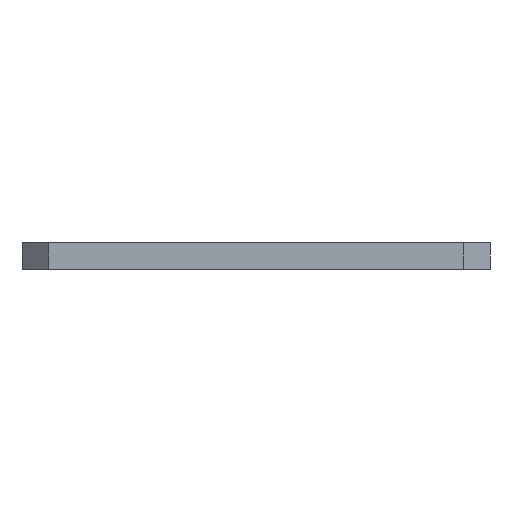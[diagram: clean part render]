
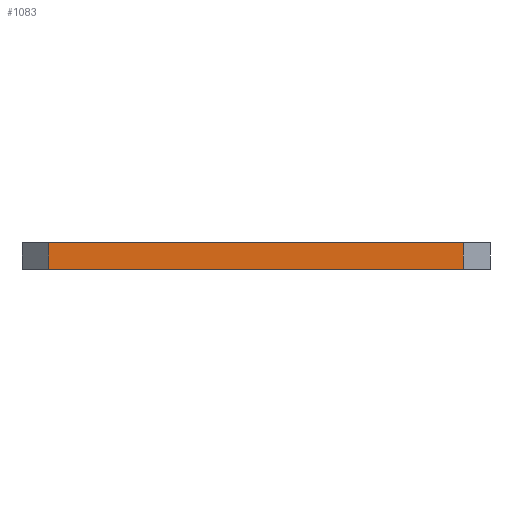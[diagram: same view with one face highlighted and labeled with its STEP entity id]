
A CAD part, front view. The second image highlights one B-rep face of the part: STEP entity #1083.
In plain terms, the highlighted planar face has unit normal (0, -1, 0).
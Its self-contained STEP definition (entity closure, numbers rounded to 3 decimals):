
#40 = DIRECTION ( 'NONE',  ( 0., 1., 0. ) ) ;
#60 = EDGE_LOOP ( 'NONE', ( #963, #704, #398, #1019 ) ) ;
#74 = EDGE_CURVE ( 'NONE', #904, #297, #343, .T. ) ;
#98 = FACE_OUTER_BOUND ( 'NONE', #60, .T. ) ;
#214 = CARTESIAN_POINT ( 'NONE',  ( -15.5, -22.5, 2. ) ) ;
#222 = DIRECTION ( 'NONE',  ( 1., 0., 0. ) ) ;
#230 = VECTOR ( 'NONE', #222, 1000. ) ;
#257 = DIRECTION ( 'NONE',  ( 0., 0., 1. ) ) ;
#297 = VERTEX_POINT ( 'NONE', #795 ) ;
#305 = EDGE_CURVE ( 'NONE', #908, #904, #416, .T. ) ;
#326 = CARTESIAN_POINT ( 'NONE',  ( -15.5, -22.5, 2. ) ) ;
#342 = CARTESIAN_POINT ( 'NONE',  ( 15.5, -22.5, 2. ) ) ;
#343 = LINE ( 'NONE', #1097, #230 ) ;
#360 = EDGE_CURVE ( 'NONE', #908, #854, #716, .T. ) ;
#398 = ORIENTED_EDGE ( 'NONE', *, *, #74, .T. ) ;
#415 = DIRECTION ( 'NONE',  ( 0., 0., -1. ) ) ;
#416 = LINE ( 'NONE', #326, #970 ) ;
#497 = EDGE_CURVE ( 'NONE', #297, #854, #587, .T. ) ;
#559 = CARTESIAN_POINT ( 'NONE',  ( -15.5, -22.5, 0. ) ) ;
#577 = AXIS2_PLACEMENT_3D ( 'NONE', #838, #40, #928 ) ;
#587 = LINE ( 'NONE', #342, #801 ) ;
#588 = CARTESIAN_POINT ( 'NONE',  ( -17.5, -22.5, 2. ) ) ;
#704 = ORIENTED_EDGE ( 'NONE', *, *, #305, .T. ) ;
#716 = LINE ( 'NONE', #588, #999 ) ;
#746 = CARTESIAN_POINT ( 'NONE',  ( 15.5, -22.5, 2. ) ) ;
#795 = CARTESIAN_POINT ( 'NONE',  ( 15.5, -22.5, 0. ) ) ;
#801 = VECTOR ( 'NONE', #257, 1000. ) ;
#838 = CARTESIAN_POINT ( 'NONE',  ( -17.5, -22.5, 2. ) ) ;
#854 = VERTEX_POINT ( 'NONE', #746 ) ;
#904 = VERTEX_POINT ( 'NONE', #559 ) ;
#908 = VERTEX_POINT ( 'NONE', #214 ) ;
#928 = DIRECTION ( 'NONE',  ( 0., 0., 1. ) ) ;
#959 = DIRECTION ( 'NONE',  ( 1., 0., 0. ) ) ;
#963 = ORIENTED_EDGE ( 'NONE', *, *, #360, .F. ) ;
#970 = VECTOR ( 'NONE', #415, 1000. ) ;
#999 = VECTOR ( 'NONE', #959, 1000. ) ;
#1019 = ORIENTED_EDGE ( 'NONE', *, *, #497, .T. ) ;
#1083 = ADVANCED_FACE ( 'NONE', ( #98 ), #1103, .F. ) ;
#1097 = CARTESIAN_POINT ( 'NONE',  ( -17.5, -22.5, 0. ) ) ;
#1103 = PLANE ( 'NONE',  #577 ) ;
